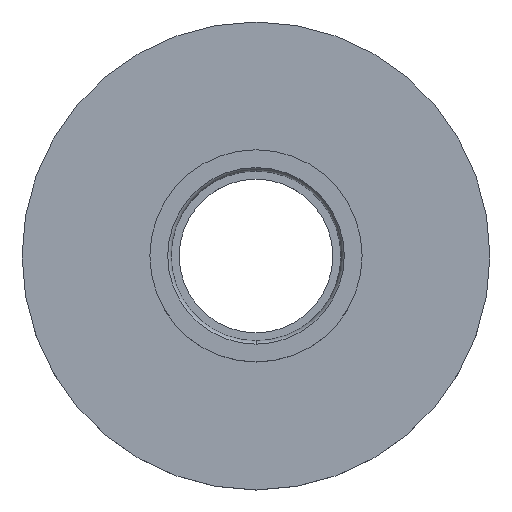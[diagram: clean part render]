
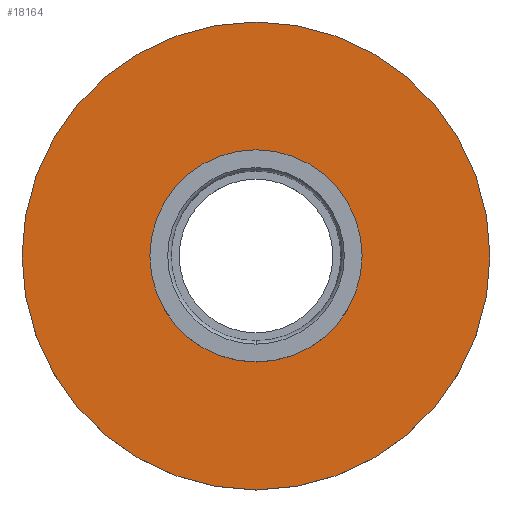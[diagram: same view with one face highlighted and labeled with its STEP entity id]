
A CAD part, top view. The second image highlights one B-rep face of the part: STEP entity #18164.
In plain terms, the highlighted face is planar.
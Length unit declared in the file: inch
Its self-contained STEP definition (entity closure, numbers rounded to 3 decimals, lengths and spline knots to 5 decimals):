
#16464=CARTESIAN_POINT('',(0.3,0.,0.));
#16465=DIRECTION('',(-1.,0.,0.));
#16466=DIRECTION('',(0.,-1.,0.));
#16467=AXIS2_PLACEMENT_3D('',#16464,#16465,#16466);
#16469=CARTESIAN_POINT('',(0.3,0.,0.));
#16470=DIRECTION('',(1.,0.,0.));
#16471=DIRECTION('',(0.,-1.,0.));
#16472=AXIS2_PLACEMENT_3D('',#16469,#16470,#16471);
#16474=CARTESIAN_POINT('',(0.3,0.,0.));
#16475=DIRECTION('',(-1.,0.,0.));
#16476=DIRECTION('',(0.,-1.,0.));
#16477=AXIS2_PLACEMENT_3D('',#16474,#16475,#16476);
#16479=CARTESIAN_POINT('',(0.3,0.,0.));
#16480=DIRECTION('',(1.,0.,0.));
#16481=DIRECTION('',(0.,-1.,0.));
#16482=AXIS2_PLACEMENT_3D('',#16479,#16480,#16481);
#16683=CARTESIAN_POINT('',(0.3,-1.37795,0.));
#16685=VERTEX_POINT('',#16683);
#16687=CARTESIAN_POINT('',(0.3,1.37795,0.));
#16689=VERTEX_POINT('',#16687);
#16742=CARTESIAN_POINT('',(0.3,-0.625,0.));
#16743=CARTESIAN_POINT('',(0.3,0.625,0.));
#16744=VERTEX_POINT('',#16742);
#16745=VERTEX_POINT('',#16743);
#18151=CARTESIAN_POINT('',(0.3,0.,0.));
#18152=DIRECTION('',(1.,0.,0.));
#18153=DIRECTION('',(0.,-1.,0.));
#18154=AXIS2_PLACEMENT_3D('',#18151,#18152,#18153);
#18155=PLANE('',#18154);
#18156=ORIENTED_EDGE('',*,*,#16817,.T.);
#18157=ORIENTED_EDGE('',*,*,#16799,.F.);
#18158=EDGE_LOOP('',(#18156,#18157));
#18159=FACE_OUTER_BOUND('',#18158,.F.);
#18160=ORIENTED_EDGE('',*,*,#18146,.T.);
#18161=ORIENTED_EDGE('',*,*,#18133,.F.);
#18162=EDGE_LOOP('',(#18160,#18161));
#18163=FACE_BOUND('',#18162,.F.);
#18164=ADVANCED_FACE('',(#18159,#18163),#18155,.T.);
#16468=CIRCLE('',#16467,0.625);
#16473=CIRCLE('',#16472,0.625);
#16478=CIRCLE('',#16477,1.37795);
#16483=CIRCLE('',#16482,1.37795);
#16799=EDGE_CURVE('',#16685,#16689,#16483,.T.);
#16817=EDGE_CURVE('',#16685,#16689,#16478,.T.);
#18133=EDGE_CURVE('',#16744,#16745,#16468,.T.);
#18146=EDGE_CURVE('',#16744,#16745,#16473,.T.);
